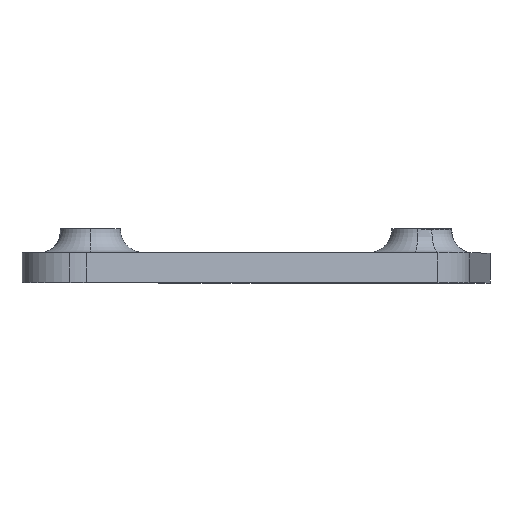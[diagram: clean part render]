
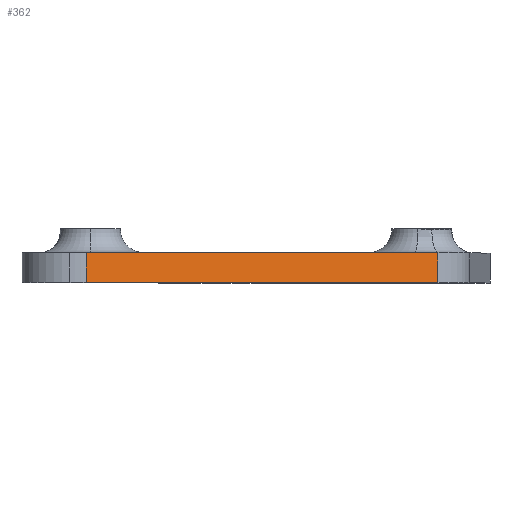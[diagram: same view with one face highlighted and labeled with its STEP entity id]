
A CAD part, top view. The second image highlights one B-rep face of the part: STEP entity #362.
In plain terms, the highlighted planar face has unit normal (0.336, 0, 0.942).
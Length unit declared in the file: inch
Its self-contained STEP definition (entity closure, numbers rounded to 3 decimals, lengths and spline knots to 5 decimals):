
#31 = CARTESIAN_POINT ( 'NONE',  ( 0.17882, 0.125, 0.501 ) ) ;
#42 = EDGE_CURVE ( 'NONE', #936, #135, #372, .T. ) ;
#54 = VECTOR ( 'NONE', #480, 39.37008 ) ;
#132 = CARTESIAN_POINT ( 'NONE',  ( 0.17882, 0.125, 0.501 ) ) ;
#135 = VERTEX_POINT ( 'NONE', #1407 ) ;
#222 = CARTESIAN_POINT ( 'NONE',  ( 0.75949, 0.125, 0.29374 ) ) ;
#248 = LINE ( 'NONE', #132, #639 ) ;
#293 = VECTOR ( 'NONE', #470, 39.37008 ) ;
#344 = ORIENTED_EDGE ( 'NONE', *, *, #42, .F. ) ;
#362 = ADVANCED_FACE ( 'NONE', ( #935 ), #853, .T. ) ;
#372 = LINE ( 'NONE', #685, #54 ) ;
#450 = VERTEX_POINT ( 'NONE', #222 ) ;
#470 = DIRECTION ( 'NONE',  ( 0.942, 0., -0.336 ) ) ;
#480 = DIRECTION ( 'NONE',  ( 0., 1., 0. ) ) ;
#509 = ORIENTED_EDGE ( 'NONE', *, *, #1031, .F. ) ;
#551 = ORIENTED_EDGE ( 'NONE', *, *, #928, .F. ) ;
#553 = LINE ( 'NONE', #576, #820 ) ;
#571 = DIRECTION ( 'NONE',  ( 0.942, 0., -0.336 ) ) ;
#576 = CARTESIAN_POINT ( 'NONE',  ( 0.17882, 0., 0.501 ) ) ;
#583 = VERTEX_POINT ( 'NONE', #793 ) ;
#606 = ORIENTED_EDGE ( 'NONE', *, *, #958, .T. ) ;
#639 = VECTOR ( 'NONE', #1009, 39.37008 ) ;
#685 = CARTESIAN_POINT ( 'NONE',  ( -0.70975, 0., 0.81815 ) ) ;
#737 = DIRECTION ( 'NONE',  ( 0.942, 0., -0.336 ) ) ;
#793 = CARTESIAN_POINT ( 'NONE',  ( 0.66333, 0.125, 0.32806 ) ) ;
#820 = VECTOR ( 'NONE', #571, 39.37008 ) ;
#853 = PLANE ( 'NONE',  #1402 ) ;
#866 = EDGE_CURVE ( 'NONE', #1313, #450, #1325, .T. ) ;
#897 = CARTESIAN_POINT ( 'NONE',  ( -0.70975, 0., 0.81815 ) ) ;
#928 = EDGE_CURVE ( 'NONE', #583, #450, #248, .T. ) ;
#935 = FACE_OUTER_BOUND ( 'NONE', #1235, .T. ) ;
#936 = VERTEX_POINT ( 'NONE', #897 ) ;
#958 = EDGE_CURVE ( 'NONE', #936, #1313, #553, .T. ) ;
#1009 = DIRECTION ( 'NONE',  ( 0.942, 0., -0.336 ) ) ;
#1030 = VECTOR ( 'NONE', #1429, 39.37008 ) ;
#1031 = EDGE_CURVE ( 'NONE', #135, #583, #1134, .T. ) ;
#1046 = ORIENTED_EDGE ( 'NONE', *, *, #866, .T. ) ;
#1051 = DIRECTION ( 'NONE',  ( 0.336, 0., 0.942 ) ) ;
#1069 = CARTESIAN_POINT ( 'NONE',  ( 0.17882, 0., 0.501 ) ) ;
#1072 = CARTESIAN_POINT ( 'NONE',  ( 0.75949, 0., 0.29374 ) ) ;
#1134 = LINE ( 'NONE', #31, #293 ) ;
#1202 = CARTESIAN_POINT ( 'NONE',  ( 0.75949, 0., 0.29374 ) ) ;
#1235 = EDGE_LOOP ( 'NONE', ( #509, #344, #606, #1046, #551 ) ) ;
#1313 = VERTEX_POINT ( 'NONE', #1072 ) ;
#1325 = LINE ( 'NONE', #1202, #1030 ) ;
#1402 = AXIS2_PLACEMENT_3D ( 'NONE', #1069, #1051, #737 ) ;
#1407 = CARTESIAN_POINT ( 'NONE',  ( -0.70975, 0.125, 0.81815 ) ) ;
#1429 = DIRECTION ( 'NONE',  ( 0., 1., 0. ) ) ;
